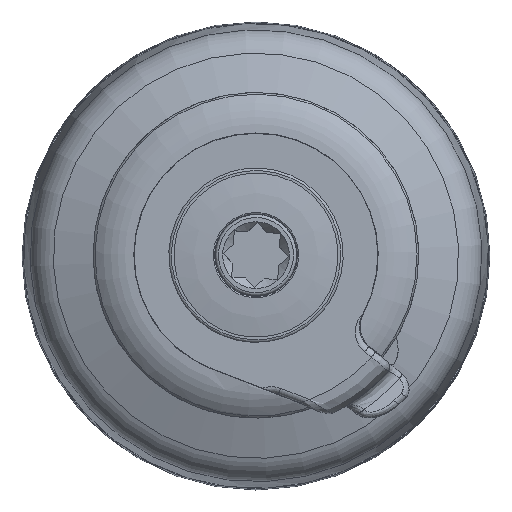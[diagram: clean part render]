
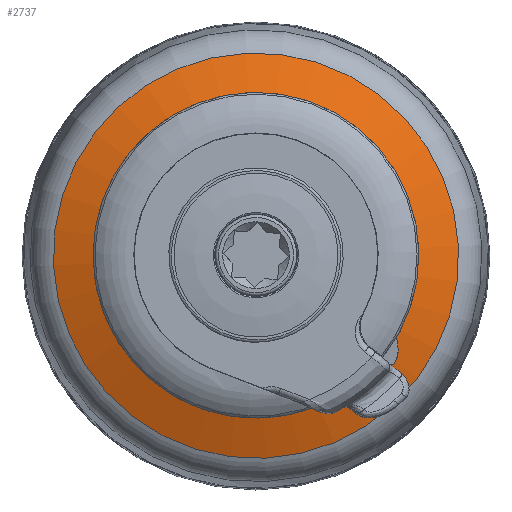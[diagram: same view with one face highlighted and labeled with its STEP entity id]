
A CAD part, top view. The second image highlights one B-rep face of the part: STEP entity #2737.
In plain terms, the highlighted conical face has half-angle 69.999 degrees and reference radius 67.693 mm.
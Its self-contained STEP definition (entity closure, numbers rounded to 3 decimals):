
#178=CONICAL_SURFACE('',#3000,67.693,69.999);
#515=FACE_BOUND('',#889,.T.);
#691=FACE_OUTER_BOUND('',#888,.T.);
#888=EDGE_LOOP('',(#2459));
#889=EDGE_LOOP('',(#2460));
#1067=CIRCLE('',#2999,79.017);
#1068=CIRCLE('',#3001,56.369);
#1339=VERTEX_POINT('',#7138);
#1340=VERTEX_POINT('',#7141);
#1730=EDGE_CURVE('',#1339,#1339,#1067,.T.);
#1731=EDGE_CURVE('',#1340,#1340,#1068,.T.);
#2459=ORIENTED_EDGE('',*,*,#1731,.F.);
#2460=ORIENTED_EDGE('',*,*,#1730,.T.);
#2737=ADVANCED_FACE('',(#691,#515),#178,.T.);
#2999=AXIS2_PLACEMENT_3D('',#7139,#3624,#3625);
#3000=AXIS2_PLACEMENT_3D('',#7140,#3626,#3627);
#3001=AXIS2_PLACEMENT_3D('',#7142,#3628,#3629);
#3624=DIRECTION('center_axis',(0.,0.,
1.));
#3625=DIRECTION('ref_axis',(0.795,-0.606,0.));
#3626=DIRECTION('center_axis',(0.,0.,
-1.));
#3627=DIRECTION('ref_axis',(0.795,-0.606,0.));
#3628=DIRECTION('center_axis',(0.,0.,
1.));
#3629=DIRECTION('ref_axis',(0.795,-0.606,0.));
#7138=CARTESIAN_POINT('',(62.85,-47.891,69.261));
#7139=CARTESIAN_POINT('Origin',(0.,0.,
69.261));
#7140=CARTESIAN_POINT('Origin',(0.,0.,
73.383));
#7141=CARTESIAN_POINT('',(44.836,-34.165,77.505));
#7142=CARTESIAN_POINT('Origin',(0.,0.,
77.505));
